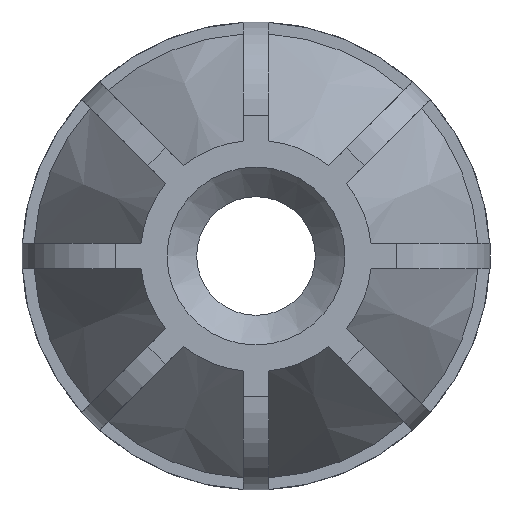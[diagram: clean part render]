
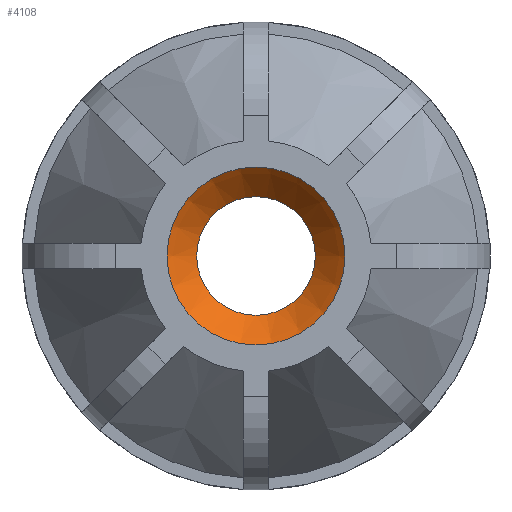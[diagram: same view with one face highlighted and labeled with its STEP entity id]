
A CAD part, left-side view. The second image highlights one B-rep face of the part: STEP entity #4108.
In plain terms, the highlighted conical face has half-angle 45 degrees and reference radius 12.64 mm.
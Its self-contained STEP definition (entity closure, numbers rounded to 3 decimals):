
#34=FACE_BOUND('',#640,.T.);
#62=CONICAL_SURFACE('',#4432,12.64,45.);
#427=FACE_OUTER_BOUND('',#639,.T.);
#639=EDGE_LOOP('',(#3317));
#640=EDGE_LOOP('',(#3318));
#1476=CIRCLE('',#4433,9.);
#1477=CIRCLE('',#4434,16.28);
#1805=VERTEX_POINT('',#6771);
#1806=VERTEX_POINT('',#6773);
#2342=EDGE_CURVE('',#1805,#1805,#1476,.T.);
#2343=EDGE_CURVE('',#1806,#1806,#1477,.T.);
#3317=ORIENTED_EDGE('',*,*,#2342,.T.);
#3318=ORIENTED_EDGE('',*,*,#2343,.F.);
#4108=ADVANCED_FACE('',(#427,#34),#62,.F.);
#4432=AXIS2_PLACEMENT_3D('',#6770,#5277,#5278);
#4433=AXIS2_PLACEMENT_3D('',#6772,#5279,#5280);
#4434=AXIS2_PLACEMENT_3D('',#6774,#5281,#5282);
#5277=DIRECTION('center_axis',(-1.,0.,0.));
#5278=DIRECTION('ref_axis',(0.,1.,0.));
#5279=DIRECTION('center_axis',(1.,0.,0.));
#5280=DIRECTION('ref_axis',(0.,0.,-1.));
#5281=DIRECTION('center_axis',(1.,0.,0.));
#5282=DIRECTION('ref_axis',(0.,0.,-1.));
#6770=CARTESIAN_POINT('Origin',(-3.64,0.,0.));
#6771=CARTESIAN_POINT('',(0.,9.,0.));
#6772=CARTESIAN_POINT('Origin',(0.,0.,0.));
#6773=CARTESIAN_POINT('',(-7.28,8.14,-14.098));
#6774=CARTESIAN_POINT('Origin',(-7.28,0.,0.));
